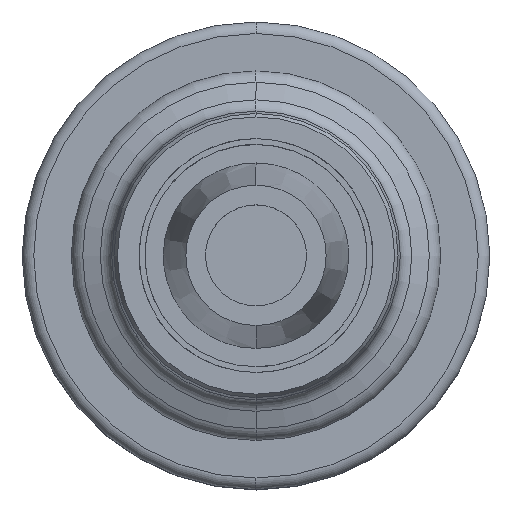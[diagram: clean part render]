
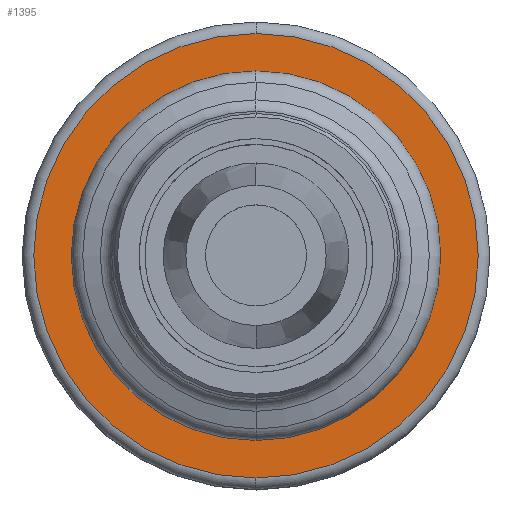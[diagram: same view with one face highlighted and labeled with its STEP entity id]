
A CAD part, top view. The second image highlights one B-rep face of the part: STEP entity #1395.
In plain terms, the highlighted planar face has unit normal (0, 0, 1).
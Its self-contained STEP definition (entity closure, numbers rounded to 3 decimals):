
#1283=AXIS2_PLACEMENT_3D('Circle Axis2P3D',#1281,#1282,$) ;
#1315=AXIS2_PLACEMENT_3D('Circle Axis2P3D',#1313,#1314,$) ;
#1329=AXIS2_PLACEMENT_3D('Plane Axis2P3D',#1326,#1327,#1328) ;
#1281=CARTESIAN_POINT('Axis2P3D Location',(0.,0.,-12.5)) ;
#1285=CARTESIAN_POINT('Vertex',(0.,38.5,-12.5)) ;
#1287=CARTESIAN_POINT('Vertex',(0.,-38.5,-12.5)) ;
#1313=CARTESIAN_POINT('Axis2P3D Location',(0.,0.,-12.5)) ;
#1326=CARTESIAN_POINT('Axis2P3D Location',(38.5,0.,-12.5)) ;
#1336=CARTESIAN_POINT('Control Point',(0.,28.85,-12.5)) ;
#1337=CARTESIAN_POINT('Control Point',(2.631,28.85,-12.5)) ;
#1338=CARTESIAN_POINT('Control Point',(5.263,28.55,-12.5)) ;
#1339=CARTESIAN_POINT('Control Point',(7.849,27.95,-12.5)) ;
#1340=CARTESIAN_POINT('Control Point',(12.837,26.171,-12.5)) ;
#1341=CARTESIAN_POINT('Control Point',(17.298,23.315,-12.5)) ;
#1342=CARTESIAN_POINT('Control Point',(19.355,21.637,-12.5)) ;
#1343=CARTESIAN_POINT('Control Point',(23.051,17.843,-12.5)) ;
#1344=CARTESIAN_POINT('Control Point',(25.798,13.314,-12.5)) ;
#1345=CARTESIAN_POINT('Control Point',(26.906,10.902,-12.5)) ;
#1346=CARTESIAN_POINT('Control Point',(28.553,5.868,-12.5)) ;
#1347=CARTESIAN_POINT('Control Point',(29.025,0.592,-12.5)) ;
#1348=CARTESIAN_POINT('Control Point',(28.958,-2.062,-12.5)) ;
#1349=CARTESIAN_POINT('Control Point',(28.219,-7.307,-12.5)) ;
#1350=CARTESIAN_POINT('Control Point',(26.32,-12.251,-12.5)) ;
#1351=CARTESIAN_POINT('Control Point',(25.09,-14.604,-12.5)) ;
#1352=CARTESIAN_POINT('Control Point',(22.118,-18.988,-12.5)) ;
#1353=CARTESIAN_POINT('Control Point',(18.235,-22.59,-12.5)) ;
#1354=CARTESIAN_POINT('Control Point',(16.095,-24.161,-12.5)) ;
#1355=CARTESIAN_POINT('Control Point',(11.751,-26.642,-12.5)) ;
#1356=CARTESIAN_POINT('Control Point',(6.985,-28.139,-12.5)) ;
#1357=CARTESIAN_POINT('Control Point',(4.678,-28.613,-12.5)) ;
#1358=CARTESIAN_POINT('Control Point',(2.339,-28.85,-12.5)) ;
#1359=CARTESIAN_POINT('Control Point',(0.,-28.85,-12.5)) ;
#1360=CARTESIAN_POINT('Vertex',(0.,28.85,-12.5)) ;
#1362=CARTESIAN_POINT('Vertex',(0.,-28.85,-12.5)) ;
#1366=CARTESIAN_POINT('Control Point',(0.,-28.85,-12.5)) ;
#1367=CARTESIAN_POINT('Control Point',(-2.631,-28.85,-12.5)) ;
#1368=CARTESIAN_POINT('Control Point',(-5.263,-28.55,-12.5)) ;
#1369=CARTESIAN_POINT('Control Point',(-7.849,-27.95,-12.5)) ;
#1370=CARTESIAN_POINT('Control Point',(-12.837,-26.171,-12.5)) ;
#1371=CARTESIAN_POINT('Control Point',(-17.298,-23.315,-12.5)) ;
#1372=CARTESIAN_POINT('Control Point',(-19.355,-21.637,-12.5)) ;
#1373=CARTESIAN_POINT('Control Point',(-23.051,-17.843,-12.5)) ;
#1374=CARTESIAN_POINT('Control Point',(-25.798,-13.314,-12.5)) ;
#1375=CARTESIAN_POINT('Control Point',(-26.906,-10.902,-12.5)) ;
#1376=CARTESIAN_POINT('Control Point',(-28.553,-5.868,-12.5)) ;
#1377=CARTESIAN_POINT('Control Point',(-29.025,-0.592,-12.5)) ;
#1378=CARTESIAN_POINT('Control Point',(-28.958,2.062,-12.5)) ;
#1379=CARTESIAN_POINT('Control Point',(-28.219,7.307,-12.5)) ;
#1380=CARTESIAN_POINT('Control Point',(-26.32,12.251,-12.5)) ;
#1381=CARTESIAN_POINT('Control Point',(-25.09,14.604,-12.5)) ;
#1382=CARTESIAN_POINT('Control Point',(-22.118,18.988,-12.5)) ;
#1383=CARTESIAN_POINT('Control Point',(-18.235,22.59,-12.5)) ;
#1384=CARTESIAN_POINT('Control Point',(-16.095,24.161,-12.5)) ;
#1385=CARTESIAN_POINT('Control Point',(-11.751,26.642,-12.5)) ;
#1386=CARTESIAN_POINT('Control Point',(-6.985,28.139,-12.5)) ;
#1387=CARTESIAN_POINT('Control Point',(-4.678,28.613,-12.5)) ;
#1388=CARTESIAN_POINT('Control Point',(-2.339,28.85,-12.5)) ;
#1389=CARTESIAN_POINT('Control Point',(0.,28.85,-12.5)) ;
#1282=DIRECTION('Axis2P3D Direction',(-0.,0.,-1.)) ;
#1314=DIRECTION('Axis2P3D Direction',(-0.,0.,-1.)) ;
#1327=DIRECTION('Axis2P3D Direction',(-0.,0.,1.)) ;
#1328=DIRECTION('Axis2P3D XDirection',(0.,-1.,0.)) ;
#1332=ORIENTED_EDGE('',*,*,#1289,.F.) ;
#1333=ORIENTED_EDGE('',*,*,#1317,.F.) ;
#1392=ORIENTED_EDGE('',*,*,#1364,.T.) ;
#1393=ORIENTED_EDGE('',*,*,#1390,.T.) ;
#1394=FACE_BOUND('',#1391,.T.) ;
#1395=ADVANCED_FACE('NOCUT',(#1334,#1394),#1330,.T.) ;
#1335=B_SPLINE_CURVE_WITH_KNOTS('',5,(#1336,#1337,#1338,#1339,#1340,#1341,#1342,#1343,#1344,#1345,#1346,#1347,#1348,#1349,#1350,#1351,#1352,#1353,#1354,#1355,#1356,#1357,#1358,#1359),.UNSPECIFIED.,.F.,.U.,(6,3,3,3,3,3,3,6),(0.,18.645,37.291,55.936,74.581,93.227,111.872,128.446),.UNSPECIFIED.) ;
#1365=B_SPLINE_CURVE_WITH_KNOTS('',5,(#1366,#1367,#1368,#1369,#1370,#1371,#1372,#1373,#1374,#1375,#1376,#1377,#1378,#1379,#1380,#1381,#1382,#1383,#1384,#1385,#1386,#1387,#1388,#1389),.UNSPECIFIED.,.F.,.U.,(6,3,3,3,3,3,3,6),(0.,18.645,37.291,55.936,74.581,93.227,111.872,128.446),.UNSPECIFIED.) ;
#1284=CIRCLE('generated circle',#1283,38.5) ;
#1316=CIRCLE('generated circle',#1315,38.5) ;
#1289=EDGE_CURVE('',#1286,#1288,#1284,.T.) ;
#1317=EDGE_CURVE('',#1288,#1286,#1316,.T.) ;
#1364=EDGE_CURVE('',#1361,#1363,#1335,.T.) ;
#1390=EDGE_CURVE('',#1363,#1361,#1365,.T.) ;
#1331=EDGE_LOOP('',(#1332,#1333)) ;
#1391=EDGE_LOOP('',(#1392,#1393)) ;
#1334=FACE_OUTER_BOUND('',#1331,.T.) ;
#1330=PLANE('',#1329) ;
#1286=VERTEX_POINT('',#1285) ;
#1288=VERTEX_POINT('',#1287) ;
#1361=VERTEX_POINT('',#1360) ;
#1363=VERTEX_POINT('',#1362) ;
